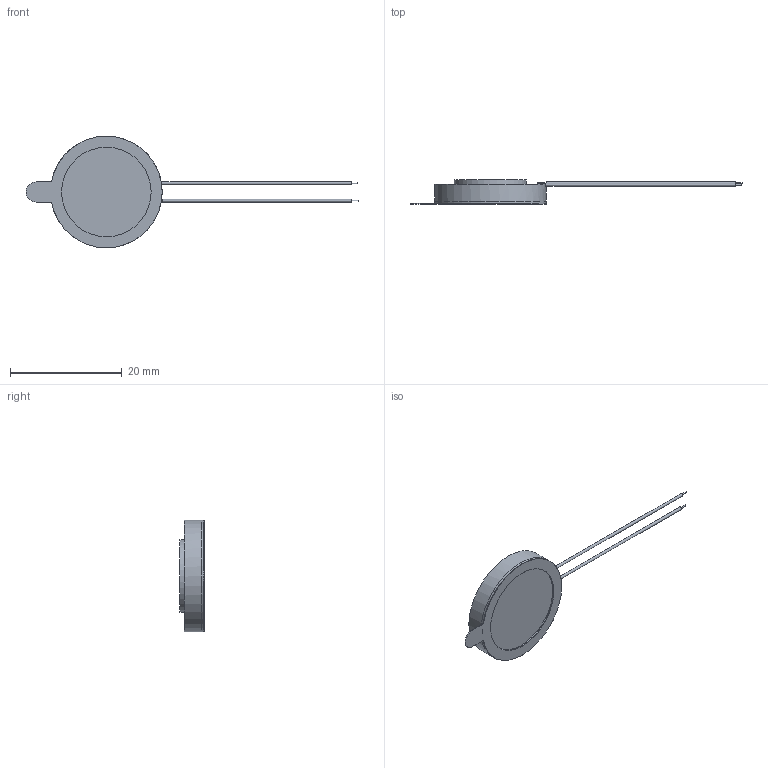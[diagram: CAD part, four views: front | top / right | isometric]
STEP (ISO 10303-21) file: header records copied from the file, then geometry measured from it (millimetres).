
FILE_DESCRIPTION (( 'STEP AP214' ), '1' );
FILE_NAME ('SPKM.20.8.A.STEP', '2022-03-30T10:16:41', ( '' ), ( '' ), 'SwSTEP 2.0', 'SolidWorks 2018', '' );
FILE_SCHEMA (( 'AUTOMOTIVE_DESIGN' ));
Length unit declared in the file: millimetre
Products named in the file (1): SPKM.20.8.A
Bounding box: 59.34 x 4.3 x 19.95 mm (x, y, z)
Surface area: 1366.5 mm2 (no closed solid volume)
Topology: 0 solids, 6 shells, 29 faces, 87 edges, 63 vertices
Faces by surface type: plane 16, cylinder 13
Full cylindrical faces by diameter (mm): 0.2 x4, 0.5 x2, 12.9 x1, 16 x2, 19.95 x2
Entity records: 1294 total; most frequent: CARTESIAN_POINT 215, DIRECTION 164, ORIENTED_EDGE 110, EDGE_CURVE 72, AXIS2_PLACEMENT_3D 65, VERTEX_POINT 59, EDGE_LOOP 47, FACE_OUTER_BOUND 40
